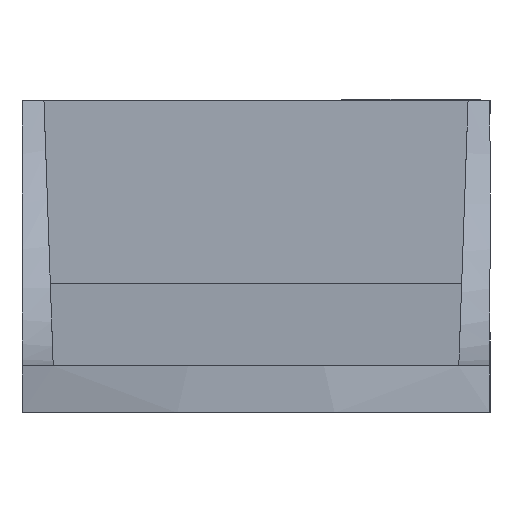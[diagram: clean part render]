
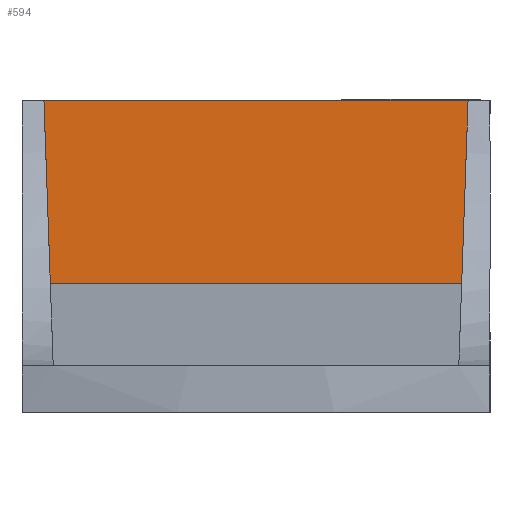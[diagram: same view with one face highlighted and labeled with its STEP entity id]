
A CAD part, left-side view. The second image highlights one B-rep face of the part: STEP entity #594.
In plain terms, the highlighted planar face has unit normal (-1, 0, 0).
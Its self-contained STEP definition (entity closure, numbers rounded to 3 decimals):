
#594=ADVANCED_FACE('',(#896),#898,.F.);
#896=FACE_BOUND('',#897,.T.);
#897=EDGE_LOOP('',(#2086,#2087,#2088,#2089,#2090));
#898=PLANE('',#899);
#899=AXIS2_PLACEMENT_3D('',#900,#901,#902);
#900=CARTESIAN_POINT('',(-42.5,-13.,8.3));
#901=DIRECTION('',(1.,0.,0.));
#902=DIRECTION('',(0.,1.,0.));
#2086=ORIENTED_EDGE('',*,*,#2789,.F.);
#2087=ORIENTED_EDGE('',*,*,#2788,.T.);
#2088=ORIENTED_EDGE('',*,*,#2813,.F.);
#2089=ORIENTED_EDGE('',*,*,#2814,.F.);
#2090=ORIENTED_EDGE('',*,*,#2815,.T.);
#2788=EDGE_CURVE('',#3206,#3204,#3207,.T.);
#2789=EDGE_CURVE('',#3206,#3208,#3209,.T.);
#2813=EDGE_CURVE('',#3251,#3204,#3252,.T.);
#2814=EDGE_CURVE('',#3253,#3251,#3254,.T.);
#2815=EDGE_CURVE('',#3253,#3208,#3255,.T.);
#3204=VERTEX_POINT('',#3952);
#3206=VERTEX_POINT('',#3956);
#3207=LINE('',#3957,#3958);
#3208=VERTEX_POINT('',#3960);
#3209=LINE('',#3961,#3962);
#3251=VERTEX_POINT('',#4060);
#3252=LINE('',#4061,#4062);
#3253=VERTEX_POINT('',#4064);
#3254=LINE('',#4065,#4066);
#3255=LINE('',#4068,#4069);
#3952=CARTESIAN_POINT('',(-42.5,13.594,20.));
#3956=CARTESIAN_POINT('',(-42.5,13.,20.));
#3957=CARTESIAN_POINT('',(-42.5,13.,20.));
#3958=VECTOR('',#3959,1.);
#3959=DIRECTION('',(0.,1.,0.));
#3960=CARTESIAN_POINT('',(-42.5,-13.594,20.));
#3961=CARTESIAN_POINT('',(-42.5,13.,20.));
#3962=VECTOR('',#3963,1.);
#3963=DIRECTION('',(0.,-1.,0.));
#4060=CARTESIAN_POINT('',(-42.5,13.185,8.3));
#4061=CARTESIAN_POINT('',(-42.5,13.185,8.3));
#4062=VECTOR('',#4063,1.);
#4063=DIRECTION('',(0.,0.035,0.999));
#4064=CARTESIAN_POINT('',(-42.5,-13.185,8.3));
#4065=CARTESIAN_POINT('',(-42.5,-13.185,8.3));
#4066=VECTOR('',#4067,1.);
#4067=DIRECTION('',(0.,1.,0.));
#4068=CARTESIAN_POINT('',(-42.5,-13.185,8.3));
#4069=VECTOR('',#4070,1.);
#4070=DIRECTION('',(0.,-0.035,0.999));
